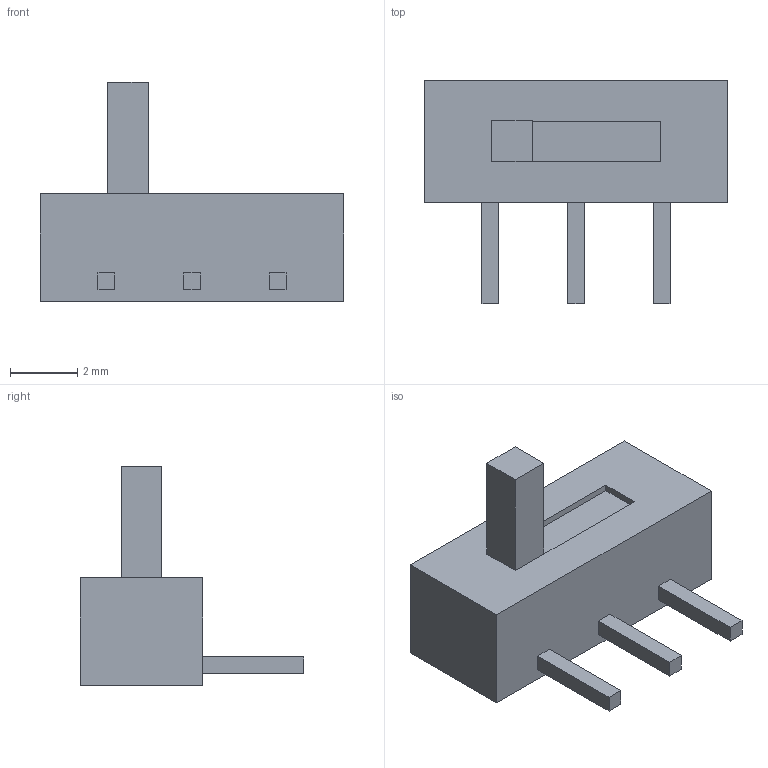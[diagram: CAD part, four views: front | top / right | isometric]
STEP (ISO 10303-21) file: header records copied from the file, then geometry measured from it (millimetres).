
FILE_DESCRIPTION(/* description */ (''),/* implementation_level */ '2;1');
FILE_NAME(/* name */ '滑动开关 v2.step',/* time_stamp */ '2021-11-26T22:57:53+08:00',/* author */ (''),/* organization */ (''),/* preprocessor_version */ 'ST-DEVELOPER v18.1',/* originating_system */ 'Autodesk Translation Framework v10.10.0.1391',/* authorisation */ '');
FILE_SCHEMA (('AUTOMOTIVE_DESIGN { 1 0 10303 214 3 1 1 }'));
Length unit declared in the file: millimetre
Products named in the file (1): 滑动开关
Bounding box: 9 x 6.64 x 6.5 mm (x, y, z)
Volume: 110.9 mm3; surface area: 182.3 mm2
Topology: 1 solids, 1 shells, 30 faces, 70 edges, 46 vertices
Faces by surface type: plane 30
Entity records: 897 total; most frequent: CARTESIAN_POINT 147, ORIENTED_EDGE 140, DIRECTION 132, LINE 70, VECTOR 70, EDGE_CURVE 70, VERTEX_POINT 46, EDGE_LOOP 34
